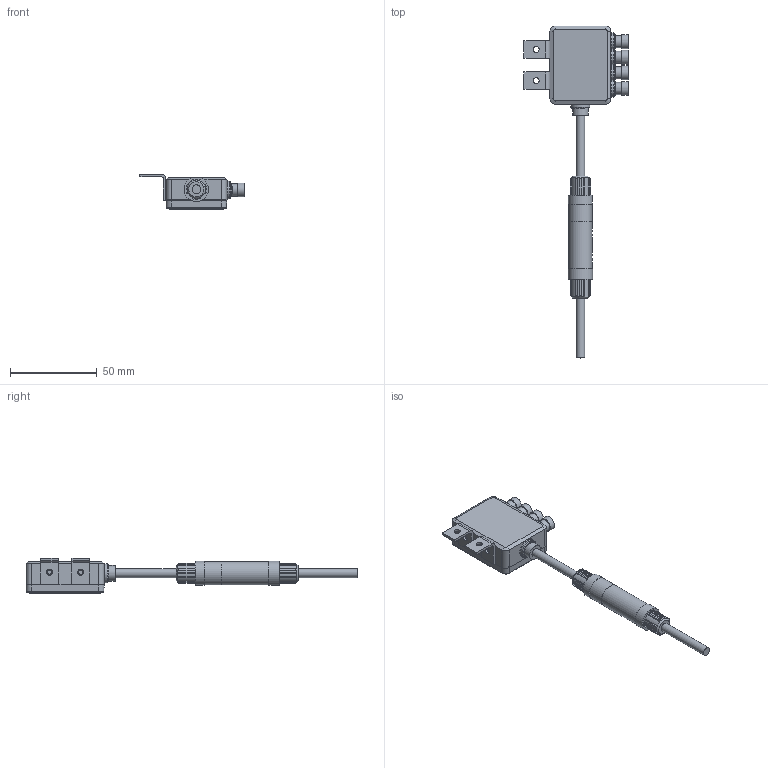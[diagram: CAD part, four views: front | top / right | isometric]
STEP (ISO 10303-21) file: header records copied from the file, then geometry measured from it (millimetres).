
FILE_DESCRIPTION(/* description */ (''),/* implementation_level */ '2;1');
FILE_NAME(/* name */ 'S000-4F 3D.stp',/* time_stamp */ '2024-08-15T15:08:24+08:00',/* author */ (''),/* organization */ (''),/* preprocessor_version */ 'ST-DEVELOPER v14',/* originating_system */ 'SIEMENS PLM Software NX 8.0',/* authorisation */ '');
FILE_SCHEMA (('AUTOMOTIVE_DESIGN { 1 0 10303 214 3 1 1 1 }'));
Length unit declared in the file: millimetre
Products named in the file (1): S000-4F 3D_stp
Bounding box: 60 x 191.35 x 20.35 mm (x, y, z)
Volume: 41139.7 mm3; surface area: 16336 mm2
Topology: 3 solids, 11 shells, 567 faces, 1387 edges, 914 vertices
Faces by surface type: plane 348, cylinder 141, torus 26, bspline 25, cone 17, extrusion 10
Full cylindrical faces by diameter (mm): 2.1 x2, 2.5 x6, 2.7 x2, 3.5 x4, 3.7 x1, 4.2 x2, 4.6 x1, 5 x10, 5.572 x4, 5.8 x1, 6.5 x1, 6.965 x4, 7.96 x4, 8 x4, 8.955 x1, 9.8 x1, 9.95 x1, 11 x1, 13.5 x2, 13.8 x1, 14.1 x1
Entity records: 18905 total; most frequent: CARTESIAN_POINT 5028, DIRECTION 2612, ORIENTED_EDGE 2582, EDGE_CURVE 1291, AXIS2_PLACEMENT_3D 914, VERTEX_POINT 881, VECTOR 784, LINE 774
